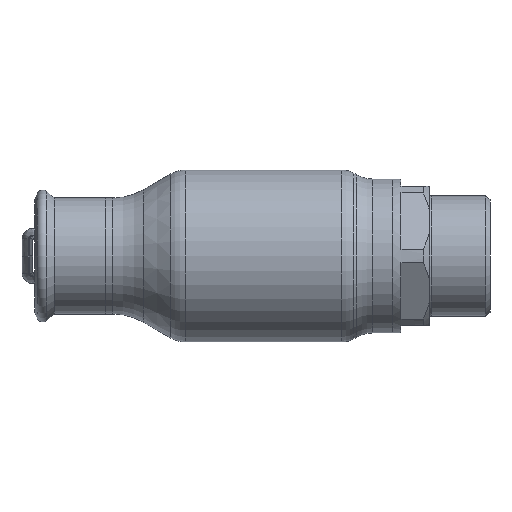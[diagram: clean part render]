
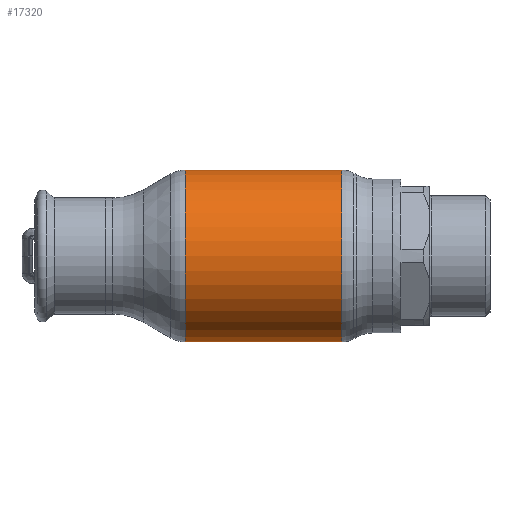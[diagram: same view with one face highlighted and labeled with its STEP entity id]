
A CAD part, front view. The second image highlights one B-rep face of the part: STEP entity #17320.
In plain terms, the highlighted cylindrical face has radius 42.5 mm (diameter 85 mm), a partial arc.
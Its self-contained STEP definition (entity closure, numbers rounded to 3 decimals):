
#238 = CARTESIAN_POINT ( 'NONE',  ( 38.749, 0., 0. ) ) ;
#3286 = CARTESIAN_POINT ( 'NONE',  ( -62.69, 0., -42.5 ) ) ;
#3556 = DIRECTION ( 'NONE',  ( 0., 0., 1. ) ) ;
#4145 = CARTESIAN_POINT ( 'NONE',  ( 38.749, 0., -42.5 ) ) ;
#4775 = VECTOR ( 'NONE', #60501, 1000. ) ;
#8413 = AXIS2_PLACEMENT_3D ( 'NONE', #39609, #49967, #59213 ) ;
#9431 = CARTESIAN_POINT ( 'NONE',  ( -38.749, 0., -42.5 ) ) ;
#11513 = DIRECTION ( 'NONE',  ( -1., 0., 0. ) ) ;
#12392 = VERTEX_POINT ( 'NONE', #37445 ) ;
#13065 = CYLINDRICAL_SURFACE ( 'NONE', #38515, 42.5 ) ;
#14619 = ORIENTED_EDGE ( 'NONE', *, *, #41637, .F. ) ;
#14677 = VERTEX_POINT ( 'NONE', #9431 ) ;
#17320 = ADVANCED_FACE ( 'NONE', ( #53818 ), #13065, .T. ) ;
#17862 = ORIENTED_EDGE ( 'NONE', *, *, #43681, .T. ) ;
#19341 = CARTESIAN_POINT ( 'NONE',  ( 38.749, 0., 42.5 ) ) ;
#22356 = CARTESIAN_POINT ( 'NONE',  ( -62.69, 0., 0. ) ) ;
#24286 = EDGE_CURVE ( 'NONE', #59210, #50651, #43893, .T. ) ;
#24500 = DIRECTION ( 'NONE',  ( -1., 0., 0. ) ) ;
#27201 = AXIS2_PLACEMENT_3D ( 'NONE', #238, #24500, #39476 ) ;
#28268 = ORIENTED_EDGE ( 'NONE', *, *, #24286, .T. ) ;
#32320 = EDGE_CURVE ( 'NONE', #59210, #14677, #43338, .T. ) ;
#33599 = EDGE_LOOP ( 'NONE', ( #47979, #28268, #17862, #14619 ) ) ;
#37445 = CARTESIAN_POINT ( 'NONE',  ( -38.749, 0., 42.5 ) ) ;
#38423 = CIRCLE ( 'NONE', #8413, 42.5 ) ;
#38515 = AXIS2_PLACEMENT_3D ( 'NONE', #22356, #60979, #3556 ) ;
#39476 = DIRECTION ( 'NONE',  ( 0., 0., 1. ) ) ;
#39609 = CARTESIAN_POINT ( 'NONE',  ( -38.749, 0., 0. ) ) ;
#41637 = EDGE_CURVE ( 'NONE', #14677, #12392, #38423, .T. ) ;
#43338 = LINE ( 'NONE', #3286, #4775 ) ;
#43681 = EDGE_CURVE ( 'NONE', #50651, #12392, #53304, .T. ) ;
#43893 = CIRCLE ( 'NONE', #27201, 42.5 ) ;
#47979 = ORIENTED_EDGE ( 'NONE', *, *, #32320, .F. ) ;
#49967 = DIRECTION ( 'NONE',  ( -1., 0., 0. ) ) ;
#50651 = VERTEX_POINT ( 'NONE', #19341 ) ;
#52524 = VECTOR ( 'NONE', #11513, 1000. ) ;
#53304 = LINE ( 'NONE', #54181, #52524 ) ;
#53818 = FACE_OUTER_BOUND ( 'NONE', #33599, .T. ) ;
#54181 = CARTESIAN_POINT ( 'NONE',  ( -62.69, 0., 42.5 ) ) ;
#59210 = VERTEX_POINT ( 'NONE', #4145 ) ;
#59213 = DIRECTION ( 'NONE',  ( 0., 0., 1. ) ) ;
#60501 = DIRECTION ( 'NONE',  ( -1., 0., 0. ) ) ;
#60979 = DIRECTION ( 'NONE',  ( -1., 0., 0. ) ) ;
